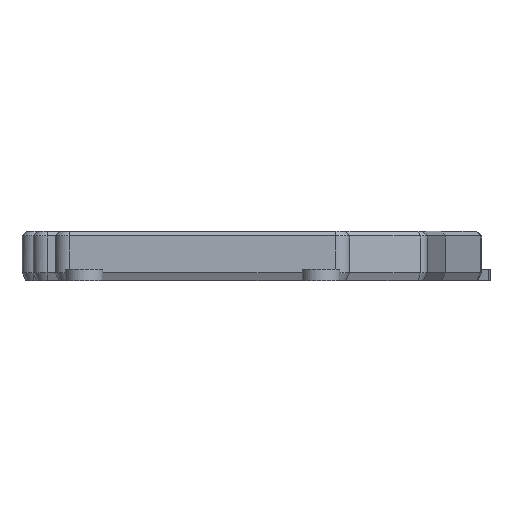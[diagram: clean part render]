
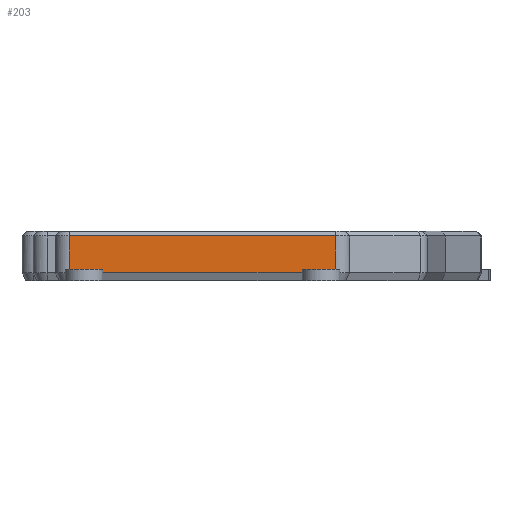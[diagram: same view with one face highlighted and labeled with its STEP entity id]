
A CAD part, left-side view. The second image highlights one B-rep face of the part: STEP entity #203.
In plain terms, the highlighted planar face has unit normal (-1, 0, 0).
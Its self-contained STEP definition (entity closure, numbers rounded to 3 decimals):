
#203=ADVANCED_FACE('',(#364),#2556,.T.);
#364=FACE_OUTER_BOUND('',#545,.T.);
#545=EDGE_LOOP('',(#1337,#1338,#1339,#1340,#1341,#1342,#1343,#1344));
#1337=ORIENTED_EDGE('',*,*,#1359,.F.);
#1338=ORIENTED_EDGE('',*,*,#1741,.F.);
#1339=ORIENTED_EDGE('',*,*,#1371,.F.);
#1340=ORIENTED_EDGE('',*,*,#1739,.F.);
#1341=ORIENTED_EDGE('',*,*,#1648,.F.);
#1342=ORIENTED_EDGE('',*,*,#1593,.F.);
#1343=ORIENTED_EDGE('',*,*,#1650,.T.);
#1344=ORIENTED_EDGE('',*,*,#1745,.F.);
#1359=EDGE_CURVE('',#2160,#2161,#1992,.T.);
#1371=EDGE_CURVE('',#2170,#2171,#1756,.T.);
#1593=EDGE_CURVE('',#2337,#2335,#1896,.T.);
#1648=EDGE_CURVE('',#2335,#2176,#2103,.T.);
#1650=EDGE_CURVE('',#2337,#2163,#1930,.T.);
#1739=EDGE_CURVE('',#2176,#2170,#1977,.T.);
#1741=EDGE_CURVE('',#2171,#2160,#1979,.T.);
#1745=EDGE_CURVE('',#2161,#2163,#1981,.T.);
#1756=B_SPLINE_CURVE_WITH_KNOTS('',1,(#3475,#3476),.UNSPECIFIED.,.F.,.F.,
(2,2),(8.1,8.9),.UNSPECIFIED.);
#1896=B_SPLINE_CURVE_WITH_KNOTS('',1,(#4211,#4212),.UNSPECIFIED.,.F.,.F.,
(2,2),(0.,57.154),.UNSPECIFIED.);
#1930=B_SPLINE_CURVE_WITH_KNOTS('',1,(#4363,#4364),.UNSPECIFIED.,.F.,.F.,
(2,2),(1.,8.1),.UNSPECIFIED.);
#1977=B_SPLINE_CURVE_WITH_KNOTS('',1,(#4575,#4576),.UNSPECIFIED.,.F.,.F.,
(2,2),(-411.225,-403.969),.UNSPECIFIED.);
#1979=B_SPLINE_CURVE_WITH_KNOTS('',1,(#4581,#4582),.UNSPECIFIED.,.F.,.F.,
(2,2),(1.824,44.883),.UNSPECIFIED.);
#1981=B_SPLINE_CURVE_WITH_KNOTS('',1,(#4595,#4596),.UNSPECIFIED.,.F.,.F.,
(2,2),(-360.91,-353.658),.UNSPECIFIED.);
#1992=(
BOUNDED_CURVE()
B_SPLINE_CURVE(1,(#3431,#3432),.UNSPECIFIED.,.F.,.F.)
B_SPLINE_CURVE_WITH_KNOTS((2,2),(1.156,1.7),
 .UNSPECIFIED.)
CURVE()
GEOMETRIC_REPRESENTATION_ITEM()
RATIONAL_B_SPLINE_CURVE((1.,1.))
REPRESENTATION_ITEM('')
);
#2103=(
BOUNDED_CURVE()
B_SPLINE_CURVE(1,(#4358,#4359),.UNSPECIFIED.,.F.,.F.)
B_SPLINE_CURVE_WITH_KNOTS((2,2),(1.,8.1),
 .UNSPECIFIED.)
CURVE()
GEOMETRIC_REPRESENTATION_ITEM()
RATIONAL_B_SPLINE_CURVE((1.,1.))
REPRESENTATION_ITEM('')
);
#2160=VERTEX_POINT('',#3154);
#2161=VERTEX_POINT('',#3155);
#2163=VERTEX_POINT('',#3157);
#2170=VERTEX_POINT('',#3164);
#2171=VERTEX_POINT('',#3165);
#2176=VERTEX_POINT('',#3170);
#2335=VERTEX_POINT('',#3329);
#2337=VERTEX_POINT('',#3331);
#2556=PLANE('',#2715);
#2715=AXIS2_PLACEMENT_3D('',#3143,#2857,$);
#2857=DIRECTION('',(-1.,0.,0.));
#3143=CARTESIAN_POINT('',(173.255,449.6,11.18));
#3154=CARTESIAN_POINT('',(173.255,499.553,3.28));
#3155=CARTESIAN_POINT('',(173.255,499.553,4.08));
#3157=CARTESIAN_POINT('',(173.255,506.754,4.08));
#3164=CARTESIAN_POINT('',(173.255,456.804,4.08));
#3165=CARTESIAN_POINT('',(173.255,456.804,3.28));
#3170=CARTESIAN_POINT('',(173.255,449.6,4.08));
#3329=CARTESIAN_POINT('',(173.255,449.6,11.18));
#3331=CARTESIAN_POINT('',(173.255,506.754,11.18));
#3431=CARTESIAN_POINT('',(173.255,499.553,3.28));
#3432=CARTESIAN_POINT('',(173.255,499.553,4.08));
#3475=CARTESIAN_POINT('',(173.255,456.804,4.08));
#3476=CARTESIAN_POINT('',(173.255,456.804,3.28));
#4211=CARTESIAN_POINT('',(173.255,506.754,11.18));
#4212=CARTESIAN_POINT('',(173.255,449.6,11.18));
#4358=CARTESIAN_POINT('',(173.255,449.6,11.18));
#4359=CARTESIAN_POINT('',(173.255,449.6,4.08));
#4363=CARTESIAN_POINT('',(173.255,506.754,11.18));
#4364=CARTESIAN_POINT('',(173.255,506.754,4.08));
#4575=CARTESIAN_POINT('',(173.255,449.6,4.08));
#4576=CARTESIAN_POINT('',(173.255,456.804,4.08));
#4581=CARTESIAN_POINT('',(173.255,456.804,3.28));
#4582=CARTESIAN_POINT('',(173.255,499.553,3.28));
#4595=CARTESIAN_POINT('',(173.255,499.553,4.08));
#4596=CARTESIAN_POINT('',(173.255,506.754,4.08));
